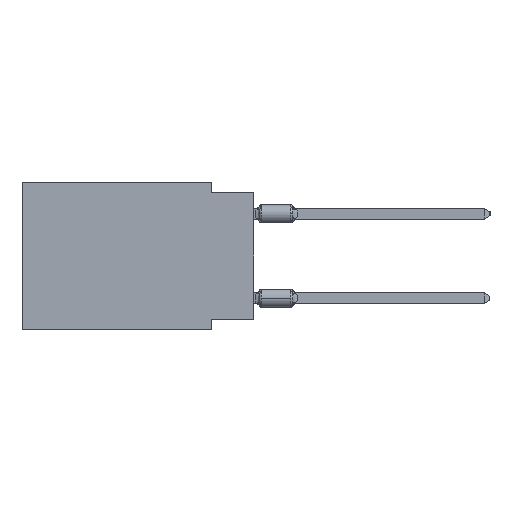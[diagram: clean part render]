
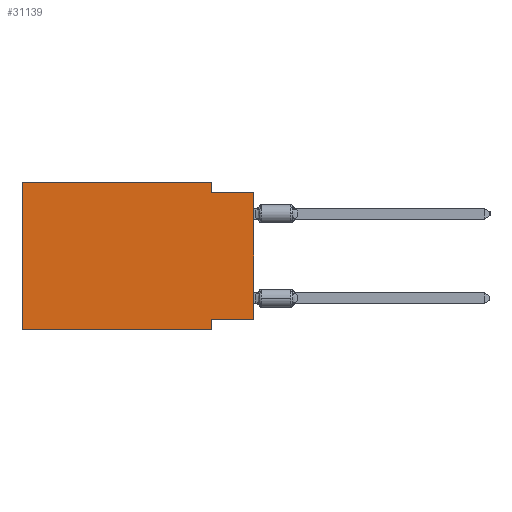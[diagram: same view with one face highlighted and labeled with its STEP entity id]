
A CAD part, left-side view. The second image highlights one B-rep face of the part: STEP entity #31139.
In plain terms, the highlighted planar face has unit normal (-1, 0, 0).
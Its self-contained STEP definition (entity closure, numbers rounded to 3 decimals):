
#1834 = VECTOR ( 'NONE', #6904, 1000. ) ;
#2967 = EDGE_LOOP ( 'NONE', ( #4770, #52426, #58140, #40569, #27329, #13949, #40005, #10447 ) ) ;
#4578 = EDGE_CURVE ( 'NONE', #24816, #21112, #7214, .T. ) ;
#4770 = ORIENTED_EDGE ( 'NONE', *, *, #20335, .T. ) ;
#6724 = FACE_OUTER_BOUND ( 'NONE', #2967, .T. ) ;
#6904 = DIRECTION ( 'NONE',  ( 0., -1., 0. ) ) ;
#7214 = LINE ( 'NONE', #52916, #1834 ) ;
#7605 = DIRECTION ( 'NONE',  ( 0., 0., 1. ) ) ;
#7901 = VERTEX_POINT ( 'NONE', #27918 ) ;
#8453 = LINE ( 'NONE', #31743, #12611 ) ;
#10447 = ORIENTED_EDGE ( 'NONE', *, *, #14244, .F. ) ;
#12010 = DIRECTION ( 'NONE',  ( 0., 0., 1. ) ) ;
#12158 = VERTEX_POINT ( 'NONE', #48438 ) ;
#12611 = VECTOR ( 'NONE', #45358, 1000. ) ;
#13949 = ORIENTED_EDGE ( 'NONE', *, *, #4578, .T. ) ;
#14244 = EDGE_CURVE ( 'NONE', #12158, #21420, #25004, .T. ) ;
#15017 = AXIS2_PLACEMENT_3D ( 'NONE', #16399, #48191, #38804 ) ;
#15401 = CARTESIAN_POINT ( 'NONE',  ( 0., 13.97, 0. ) ) ;
#16399 = CARTESIAN_POINT ( 'NONE',  ( 0., 13.97, 0. ) ) ;
#17124 = EDGE_CURVE ( 'NONE', #56971, #7901, #56888, .T. ) ;
#17141 = VECTOR ( 'NONE', #25902, 1000. ) ;
#20237 = EDGE_CURVE ( 'NONE', #7901, #37478, #31063, .T. ) ;
#20335 = EDGE_CURVE ( 'NONE', #12158, #26983, #21101, .T. ) ;
#20342 = CARTESIAN_POINT ( 'NONE',  ( 0., 13.97, 0. ) ) ;
#21101 = LINE ( 'NONE', #35598, #26875 ) ;
#21112 = VERTEX_POINT ( 'NONE', #31533 ) ;
#21420 = VERTEX_POINT ( 'NONE', #44400 ) ;
#21550 = CARTESIAN_POINT ( 'NONE',  ( 0., 13.97, 0. ) ) ;
#22876 = CARTESIAN_POINT ( 'NONE',  ( 0., 0., -0.635 ) ) ;
#24816 = VERTEX_POINT ( 'NONE', #57082 ) ;
#25004 = LINE ( 'NONE', #39203, #17141 ) ;
#25902 = DIRECTION ( 'NONE',  ( 0., 1., 0. ) ) ;
#26548 = CARTESIAN_POINT ( 'NONE',  ( 0., 2.54, 0. ) ) ;
#26786 = DIRECTION ( 'NONE',  ( 0., 0., -1. ) ) ;
#26875 = VECTOR ( 'NONE', #12010, 1000. ) ;
#26983 = VERTEX_POINT ( 'NONE', #22876 ) ;
#27329 = ORIENTED_EDGE ( 'NONE', *, *, #27691, .F. ) ;
#27691 = EDGE_CURVE ( 'NONE', #24816, #56971, #49073, .T. ) ;
#27918 = CARTESIAN_POINT ( 'NONE',  ( 0., 2.54, 0. ) ) ;
#31063 = LINE ( 'NONE', #26548, #33506 ) ;
#31139 = ADVANCED_FACE ( 'NONE', ( #6724 ), #34846, .F. ) ;
#31533 = CARTESIAN_POINT ( 'NONE',  ( 0., 2.54, -8.89 ) ) ;
#31743 = CARTESIAN_POINT ( 'NONE',  ( 0., 0., -0.635 ) ) ;
#33435 = EDGE_CURVE ( 'NONE', #37478, #26983, #8453, .T. ) ;
#33506 = VECTOR ( 'NONE', #43795, 1000. ) ;
#34846 = PLANE ( 'NONE',  #15017 ) ;
#35598 = CARTESIAN_POINT ( 'NONE',  ( 0., 0., 0. ) ) ;
#35828 = CARTESIAN_POINT ( 'NONE',  ( 0., 2.54, -8.89 ) ) ;
#36007 = VECTOR ( 'NONE', #42956, 1000. ) ;
#37478 = VERTEX_POINT ( 'NONE', #58320 ) ;
#38059 = VECTOR ( 'NONE', #7605, 1000. ) ;
#38804 = DIRECTION ( 'NONE',  ( 0., 0., -1. ) ) ;
#39203 = CARTESIAN_POINT ( 'NONE',  ( 0., 0., -8.255 ) ) ;
#40005 = ORIENTED_EDGE ( 'NONE', *, *, #50364, .F. ) ;
#40569 = ORIENTED_EDGE ( 'NONE', *, *, #17124, .F. ) ;
#42956 = DIRECTION ( 'NONE',  ( 0., -1., 0. ) ) ;
#43795 = DIRECTION ( 'NONE',  ( 0., 0., -1. ) ) ;
#44400 = CARTESIAN_POINT ( 'NONE',  ( 0., 2.54, -8.255 ) ) ;
#45358 = DIRECTION ( 'NONE',  ( 0., -1., 0. ) ) ;
#46397 = LINE ( 'NONE', #35828, #56316 ) ;
#48191 = DIRECTION ( 'NONE',  ( 1., 0., 0. ) ) ;
#48438 = CARTESIAN_POINT ( 'NONE',  ( 0., 0., -8.255 ) ) ;
#49073 = LINE ( 'NONE', #21550, #38059 ) ;
#50364 = EDGE_CURVE ( 'NONE', #21420, #21112, #46397, .T. ) ;
#52426 = ORIENTED_EDGE ( 'NONE', *, *, #33435, .F. ) ;
#52916 = CARTESIAN_POINT ( 'NONE',  ( 0., 13.97, -8.89 ) ) ;
#56316 = VECTOR ( 'NONE', #26786, 1000. ) ;
#56888 = LINE ( 'NONE', #15401, #36007 ) ;
#56971 = VERTEX_POINT ( 'NONE', #20342 ) ;
#57082 = CARTESIAN_POINT ( 'NONE',  ( 0., 13.97, -8.89 ) ) ;
#58140 = ORIENTED_EDGE ( 'NONE', *, *, #20237, .F. ) ;
#58320 = CARTESIAN_POINT ( 'NONE',  ( 0., 2.54, -0.635 ) ) ;
